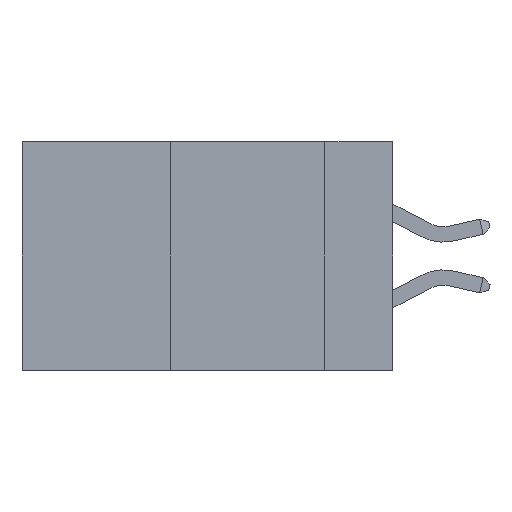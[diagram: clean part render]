
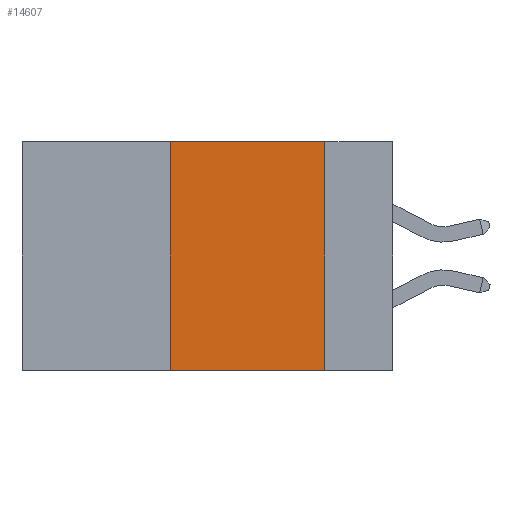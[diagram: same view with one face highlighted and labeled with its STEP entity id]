
A CAD part, left-side view. The second image highlights one B-rep face of the part: STEP entity #14607.
In plain terms, the highlighted planar face has unit normal (-1, 0, 0).
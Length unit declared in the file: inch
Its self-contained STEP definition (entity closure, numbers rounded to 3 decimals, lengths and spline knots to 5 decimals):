
#782 = VERTEX_POINT ( 'NONE', #10075 ) ;
#1122 = CARTESIAN_POINT ( 'NONE',  ( 0., 0.11, -0.37 ) ) ;
#2018 = VECTOR ( 'NONE', #8278, 39.37008 ) ;
#2050 = DIRECTION ( 'NONE',  ( 0., -1., 0. ) ) ;
#2387 = VECTOR ( 'NONE', #15405, 39.37008 ) ;
#2632 = CARTESIAN_POINT ( 'NONE',  ( 0., 0.36, 0. ) ) ;
#2878 = DIRECTION ( 'NONE',  ( 1., 0., 0. ) ) ;
#4395 = CARTESIAN_POINT ( 'NONE',  ( 0., 0.11, 0. ) ) ;
#4861 = CARTESIAN_POINT ( 'NONE',  ( 0., 0.6, 0. ) ) ;
#4966 = EDGE_LOOP ( 'NONE', ( #8015, #15898, #6479, #16634 ) ) ;
#5391 = CARTESIAN_POINT ( 'NONE',  ( 0., 0.36, -0.37 ) ) ;
#5621 = VECTOR ( 'NONE', #2050, 39.37008 ) ;
#5784 = LINE ( 'NONE', #4395, #6205 ) ;
#5792 = VERTEX_POINT ( 'NONE', #5391 ) ;
#6205 = VECTOR ( 'NONE', #14041, 39.37008 ) ;
#6381 = VERTEX_POINT ( 'NONE', #2632 ) ;
#6479 = ORIENTED_EDGE ( 'NONE', *, *, #14956, .F. ) ;
#6818 = CARTESIAN_POINT ( 'NONE',  ( 0., 0.36, 0. ) ) ;
#7244 = CARTESIAN_POINT ( 'NONE',  ( 0., 0.6, -0.37 ) ) ;
#8015 = ORIENTED_EDGE ( 'NONE', *, *, #17533, .F. ) ;
#8278 = DIRECTION ( 'NONE',  ( 0., 0., 1. ) ) ;
#8486 = CARTESIAN_POINT ( 'NONE',  ( 0., 0.6, 0. ) ) ;
#9775 = AXIS2_PLACEMENT_3D ( 'NONE', #8486, #2878, #12616 ) ;
#9928 = LINE ( 'NONE', #7244, #2387 ) ;
#10075 = CARTESIAN_POINT ( 'NONE',  ( 0., 0.11, 0. ) ) ;
#10541 = EDGE_CURVE ( 'NONE', #5792, #13920, #9928, .T. ) ;
#11234 = PLANE ( 'NONE',  #9775 ) ;
#11500 = FACE_OUTER_BOUND ( 'NONE', #4966, .T. ) ;
#12616 = DIRECTION ( 'NONE',  ( 0., 0., -1. ) ) ;
#12965 = LINE ( 'NONE', #4861, #5621 ) ;
#13134 = LINE ( 'NONE', #6818, #2018 ) ;
#13920 = VERTEX_POINT ( 'NONE', #1122 ) ;
#14041 = DIRECTION ( 'NONE',  ( 0., 0., -1. ) ) ;
#14607 = ADVANCED_FACE ( 'NONE', ( #11500 ), #11234, .F. ) ;
#14956 = EDGE_CURVE ( 'NONE', #5792, #6381, #13134, .T. ) ;
#15405 = DIRECTION ( 'NONE',  ( 0., -1., 0. ) ) ;
#15898 = ORIENTED_EDGE ( 'NONE', *, *, #16508, .F. ) ;
#16508 = EDGE_CURVE ( 'NONE', #6381, #782, #12965, .T. ) ;
#16634 = ORIENTED_EDGE ( 'NONE', *, *, #10541, .T. ) ;
#17533 = EDGE_CURVE ( 'NONE', #782, #13920, #5784, .T. ) ;
